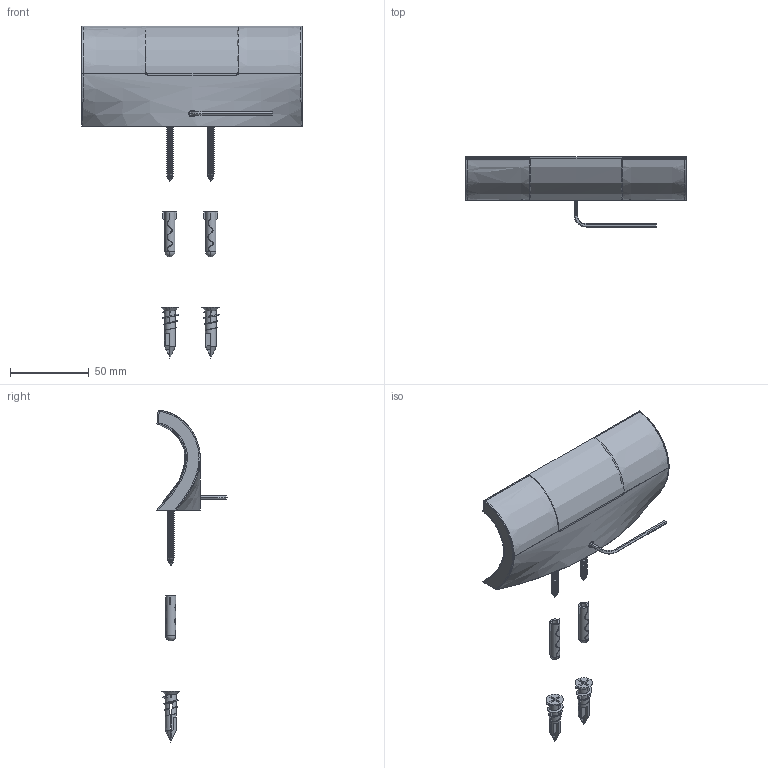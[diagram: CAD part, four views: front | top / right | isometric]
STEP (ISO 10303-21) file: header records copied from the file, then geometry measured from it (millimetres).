
FILE_DESCRIPTION((''),'2;1');
FILE_NAME('4711_ASM','2010-12-20T',('rameshkumark'),(''),'PRO/ENGINEER BY PARAMETRIC TECHNOLOGY CORPORATION, 2009300','PRO/ENGINEER BY PARAMETRIC TECHNOLOGY CORPORATION, 2009300','');
FILE_SCHEMA(('CONFIG_CONTROL_DESIGN'));
Length unit declared in the file: inch
Products named in the file (9): 40408; 92437; 92274; 91479; 91460; 1-206_47XX_ASM; 92001; 10192; 4711_ASM
Assembly tree (11 placements, depth 3):
  4711_ASM
    40408
    92437
    1-206_47XX_ASM
      92274  x2
      91479  x2
      91460  x2
    92001
    10192
Bounding box: 139.7 x 44.44 x 210.68 mm (x, y, z)
Volume: 84111.3 mm3; surface area: 108040.5 mm2
Topology: 14 solids, 19 shells, 712 faces, 1767 edges, 1088 vertices
Faces by surface type: plane 221, torus 209, bspline 99, cylinder 98, cone 57, sphere 20, extrusion 8
Entity records: 25328 total; most frequent: CARTESIAN_POINT 13609, ORIENTED_EDGE 2449, DIRECTION 2358, EDGE_CURVE 1243, AXIS2_PLACEMENT_3D 938, VERTEX_POINT 771, EDGE_LOOP 523, FACE_OUTER_BOUND 504
